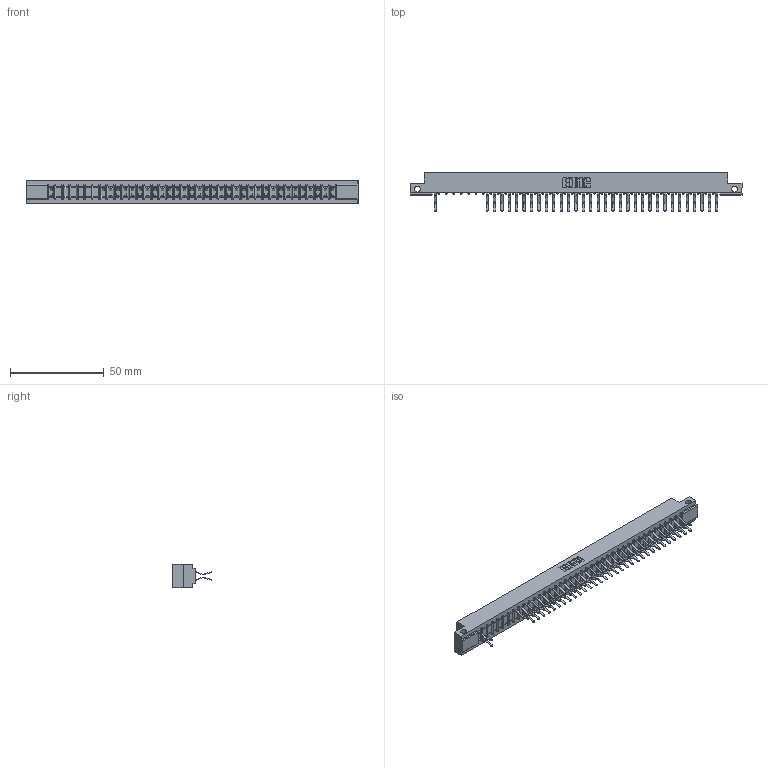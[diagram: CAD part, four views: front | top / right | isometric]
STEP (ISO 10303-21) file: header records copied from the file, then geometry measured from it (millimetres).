
FILE_DESCRIPTION (( 'STEP AP203' ), '1' );
FILE_NAME ('307-078-560-212.STEP', '2018-08-06T18:10:04', ( '' ), ( '' ), 'SwSTEP 2.0', 'SolidWorks 2016', '' );
FILE_SCHEMA (( 'CONFIG_CONTROL_DESIGN' ));
Length unit declared in the file: inch
Products named in the file (3): 307 Part_.128 Dia Side Mounting Holes; 307-290-001_560; 307-078-560-212
Assembly tree (66 placements, depth 2):
  307-078-560-212
    307 Part_.128 Dia Side Mounting Holes
    307-290-001_560  x65
Bounding box: 177.55 x 20.73 x 12.7 mm (x, y, z)
Volume: 18629.2 mm3; surface area: 22049.8 mm2
Topology: 66 solids, 66 shells, 3538 faces, 9969 edges, 6450 vertices
Faces by surface type: plane 2293, cylinder 1165, sphere 80
Entity records: 34742 total; most frequent: CARTESIAN_POINT 5738, ORIENTED_EDGE 5698, DIRECTION 5609, EDGE_CURVE 2849, VECTOR 2183, LINE 2183, VERTEX_POINT 1842, AXIS2_PLACEMENT_3D 1713
